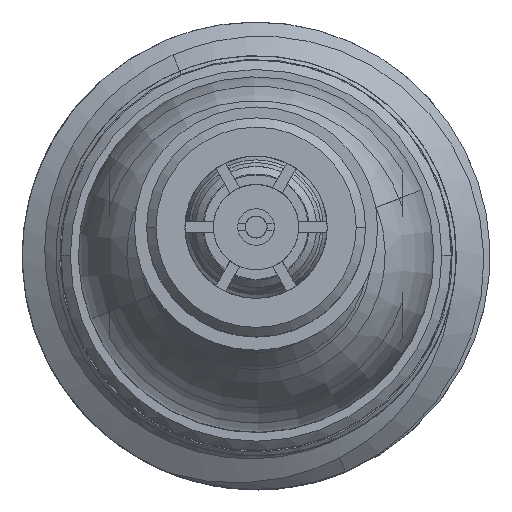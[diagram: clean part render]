
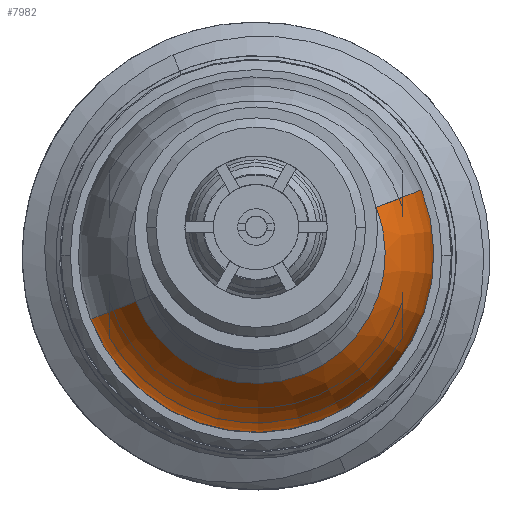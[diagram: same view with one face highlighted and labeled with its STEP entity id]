
A CAD part, top view. The second image highlights one B-rep face of the part: STEP entity #7982.
In plain terms, the highlighted toroidal (fillet/blend) face has major radius 0.127 mm and minor radius 2.54 mm.
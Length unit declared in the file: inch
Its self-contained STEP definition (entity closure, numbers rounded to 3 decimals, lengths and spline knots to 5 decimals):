
#1346 = DIRECTION ( 'NONE',  ( -1., 0., 0. ) ) ;
#2289 = EDGE_CURVE ( 'NONE', #6966, #6830, #4339, .T. ) ;
#3133 = ORIENTED_EDGE ( 'NONE', *, *, #6538, .F. ) ;
#3319 = EDGE_CURVE ( 'NONE', #7528, #6966, #6085, .T. ) ;
#3920 = EDGE_LOOP ( 'NONE', ( #3985, #14735, #3133, #12661 ) ) ;
#3985 = ORIENTED_EDGE ( 'NONE', *, *, #3319, .T. ) ;
#4339 = CIRCLE ( 'NONE', #4588, 0.1 ) ;
#4588 = AXIS2_PLACEMENT_3D ( 'NONE', #6363, #15017, #13733 ) ;
#4731 = CARTESIAN_POINT ( 'NONE',  ( 0., 0.26443, 0. ) ) ;
#4969 = TOROIDAL_SURFACE ( 'NONE', #8933, -0.005, 0.1 ) ;
#6085 = CIRCLE ( 'NONE', #14653, 0.06904 ) ;
#6363 = CARTESIAN_POINT ( 'NONE',  ( 0., 0.26443, 0.005 ) ) ;
#6538 = EDGE_CURVE ( 'NONE', #14793, #6830, #7174, .T. ) ;
#6830 = VERTEX_POINT ( 'NONE', #11905 ) ;
#6966 = VERTEX_POINT ( 'NONE', #10068 ) ;
#7174 = CIRCLE ( 'NONE', #12573, 0.095 ) ;
#7323 = CARTESIAN_POINT ( 'NONE',  ( 0., 0.19722, 0.06904 ) ) ;
#7528 = VERTEX_POINT ( 'NONE', #7323 ) ;
#7982 = ADVANCED_FACE ( 'NONE', ( #13678 ), #4969, .T. ) ;
#8933 = AXIS2_PLACEMENT_3D ( 'NONE', #13162, #10867, #12377 ) ;
#9108 = DIRECTION ( 'NONE',  ( 0., 1., 0. ) ) ;
#9442 = DIRECTION ( 'NONE',  ( 0., 1., 0. ) ) ;
#9566 = DIRECTION ( 'NONE',  ( 0., 0., 1. ) ) ;
#9586 = DIRECTION ( 'NONE',  ( 0., 0., 1. ) ) ;
#10068 = CARTESIAN_POINT ( 'NONE',  ( 0., 0.19722, -0.06904 ) ) ;
#10565 = AXIS2_PLACEMENT_3D ( 'NONE', #14071, #1346, #9566 ) ;
#10867 = DIRECTION ( 'NONE',  ( 0., 1., 0. ) ) ;
#11400 = EDGE_CURVE ( 'NONE', #7528, #14793, #12267, .T. ) ;
#11609 = CARTESIAN_POINT ( 'NONE',  ( 0., 0.26443, 0.095 ) ) ;
#11905 = CARTESIAN_POINT ( 'NONE',  ( 0., 0.26443, -0.095 ) ) ;
#12267 = CIRCLE ( 'NONE', #10565, 0.1 ) ;
#12377 = DIRECTION ( 'NONE',  ( 0., 0., 1. ) ) ;
#12573 = AXIS2_PLACEMENT_3D ( 'NONE', #4731, #9442, #9586 ) ;
#12629 = DIRECTION ( 'NONE',  ( 0., 0., 1. ) ) ;
#12661 = ORIENTED_EDGE ( 'NONE', *, *, #11400, .F. ) ;
#13162 = CARTESIAN_POINT ( 'NONE',  ( 0., 0.26443, 0. ) ) ;
#13678 = FACE_OUTER_BOUND ( 'NONE', #3920, .T. ) ;
#13733 = DIRECTION ( 'NONE',  ( 0., 0., -1. ) ) ;
#14071 = CARTESIAN_POINT ( 'NONE',  ( 0., 0.26443, -0.005 ) ) ;
#14653 = AXIS2_PLACEMENT_3D ( 'NONE', #14981, #9108, #12629 ) ;
#14735 = ORIENTED_EDGE ( 'NONE', *, *, #2289, .T. ) ;
#14793 = VERTEX_POINT ( 'NONE', #11609 ) ;
#14981 = CARTESIAN_POINT ( 'NONE',  ( 0., 0.19722, 0. ) ) ;
#15017 = DIRECTION ( 'NONE',  ( 1., 0., 0. ) ) ;
